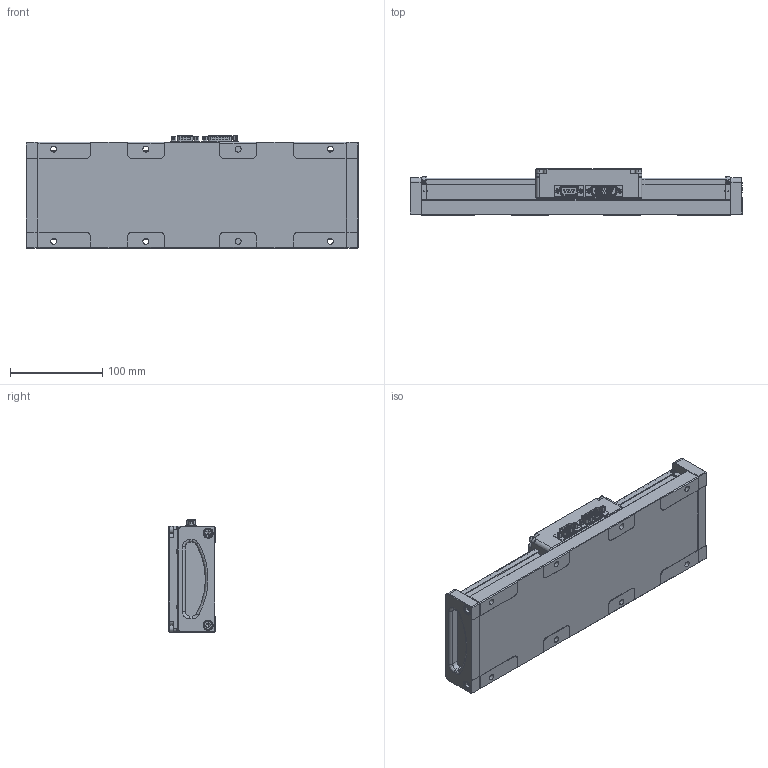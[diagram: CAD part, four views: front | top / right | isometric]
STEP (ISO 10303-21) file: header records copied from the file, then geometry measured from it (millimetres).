
FILE_DESCRIPTION (( 'STEP AP214' ), '1' );
FILE_NAME ('526669.STEP', '2022-04-14T05:57:48', ( '' ), ( '' ), 'SwSTEP 2.0', 'SolidWorks 2020', '' );
FILE_SCHEMA (( 'AUTOMOTIVE_DESIGN' ));
Length unit declared in the file: millimetre
Products named in the file (1): 526669
Bounding box: 360 x 50 x 122.06 mm (x, y, z)
Volume: 1593405.2 mm3; surface area: 162138.9 mm2
Topology: 5 solids, 39 shells, 2169 faces, 5189 edges, 3094 vertices
Faces by surface type: cylinder 827, plane 811, bspline 221, torus 128, sphere 98, cone 84
Entity records: 67112 total; most frequent: CARTESIAN_POINT 17958, DIRECTION 10646, ORIENTED_EDGE 9958, EDGE_CURVE 4979, AXIS2_PLACEMENT_3D 4034, VERTEX_POINT 3042, LINE 2578, VECTOR 2578
